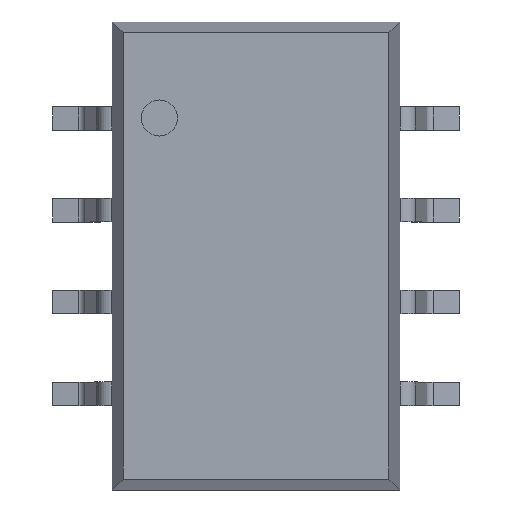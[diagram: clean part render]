
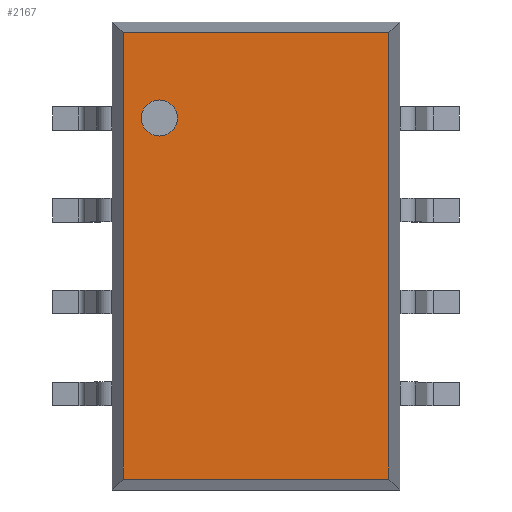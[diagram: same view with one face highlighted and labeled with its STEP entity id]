
A CAD part, top view. The second image highlights one B-rep face of the part: STEP entity #2167.
In plain terms, the highlighted planar face has unit normal (0, 0, 1).
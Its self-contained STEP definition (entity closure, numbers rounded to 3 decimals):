
#54=LINE('',#3178,#306);
#55=LINE('',#3181,#307);
#56=LINE('',#3183,#308);
#57=LINE('',#3184,#309);
#306=VECTOR('',#2534,7.35);
#307=VECTOR('',#2537,12.35);
#308=VECTOR('',#2538,7.35);
#309=VECTOR('',#2539,12.35);
#548=PLANE('',#2307);
#635=FACE_BOUND('',#776,.T.);
#646=FACE_OUTER_BOUND('',#775,.T.);
#775=EDGE_LOOP('',(#1523,#1524,#1525,#1526));
#776=EDGE_LOOP('',(#1527));
#895=CIRCLE('',#2297,0.5);
#961=VERTEX_POINT('',#3135);
#973=VERTEX_POINT('',#3174);
#974=VERTEX_POINT('',#3176);
#975=VERTEX_POINT('',#3180);
#976=VERTEX_POINT('',#3182);
#1171=EDGE_CURVE('',#961,#961,#895,.T.);
#1191=EDGE_CURVE('',#974,#973,#54,.T.);
#1192=EDGE_CURVE('',#975,#974,#55,.T.);
#1193=EDGE_CURVE('',#976,#975,#56,.T.);
#1194=EDGE_CURVE('',#973,#976,#57,.T.);
#1523=ORIENTED_EDGE('',*,*,#1191,.F.);
#1524=ORIENTED_EDGE('',*,*,#1192,.F.);
#1525=ORIENTED_EDGE('',*,*,#1193,.F.);
#1526=ORIENTED_EDGE('',*,*,#1194,.F.);
#1527=ORIENTED_EDGE('',*,*,#1171,.T.);
#2167=ADVANCED_FACE('',(#646,#635),#548,.T.);
#2297=AXIS2_PLACEMENT_3D('',#3136,#2495,#2496);
#2307=AXIS2_PLACEMENT_3D('',#3179,#2535,#2536);
#2495=DIRECTION('center_axis',(0.,0.,-1.));
#2496=DIRECTION('ref_axis',(1.,0.,0.));
#2534=DIRECTION('',(1.,0.,0.));
#2535=DIRECTION('center_axis',(0.,0.,1.));
#2536=DIRECTION('ref_axis',(1.,0.,0.));
#2537=DIRECTION('',(0.,1.,0.));
#2538=DIRECTION('',(-1.,0.,0.));
#2539=DIRECTION('',(0.,-1.,0.));
#3135=CARTESIAN_POINT('',(-2.175,3.815,6.6));
#3136=CARTESIAN_POINT('Origin',(-2.675,3.815,6.6));
#3174=CARTESIAN_POINT('',(3.675,6.175,6.6));
#3176=CARTESIAN_POINT('',(-3.675,6.175,6.6));
#3178=CARTESIAN_POINT('',(-1.988,6.175,6.6));
#3179=CARTESIAN_POINT('Origin',(0.,0.,
6.6));
#3180=CARTESIAN_POINT('',(-3.675,-6.175,6.6));
#3181=CARTESIAN_POINT('',(-3.675,-3.238,6.6));
#3182=CARTESIAN_POINT('',(3.675,-6.175,6.6));
#3183=CARTESIAN_POINT('',(1.988,-6.175,6.6));
#3184=CARTESIAN_POINT('',(3.675,3.238,6.6));
